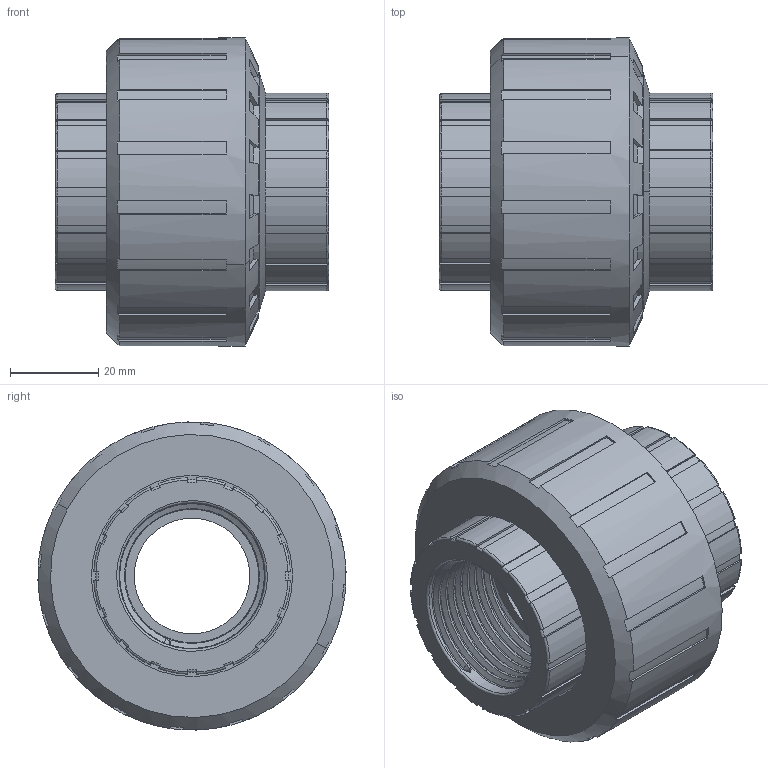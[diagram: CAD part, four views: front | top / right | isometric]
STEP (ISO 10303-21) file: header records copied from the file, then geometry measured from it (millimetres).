
FILE_DESCRIPTION (( 'STEP AP203' ), '1' );
FILE_NAME ('00290_0707.STEP', '2017-05-17T13:30:27', ( '' ), ( '' ), 'SwSTEP 2.0', 'SolidWorks 2011', '' );
FILE_SCHEMA (( 'CONFIG_CONTROL_DESIGN' ));
Length unit declared in the file: millimetre
Products named in the file (5): 00290_0707; 8052219_14; 00291_0707; 00292_0707; 00293_0707
Assembly tree (4 placements, depth 2):
  00290_0707
    00292_0707
    00293_0707
    00291_0707
    8052219_14
Bounding box: 62.1 x 69.97 x 69.97 mm (x, y, z)
Volume: 122333.8 mm3; surface area: 49031 mm2
Topology: 4 solids, 4 shells, 491 faces, 1379 edges, 892 vertices
Faces by surface type: plane 190, cylinder 160, torus 91, cone 34, bspline 16
Entity records: 27462 total; most frequent: CARTESIAN_POINT 15058, ORIENTED_EDGE 2740, DIRECTION 2303, EDGE_CURVE 1370, AXIS2_PLACEMENT_3D 909, VERTEX_POINT 892, EDGE_LOOP 504, ADVANCED_FACE 491
